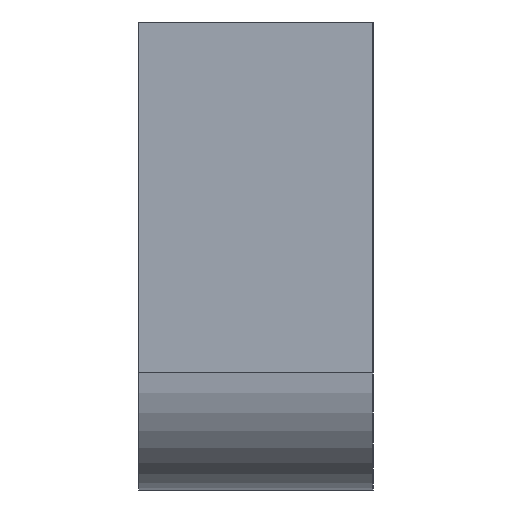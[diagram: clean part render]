
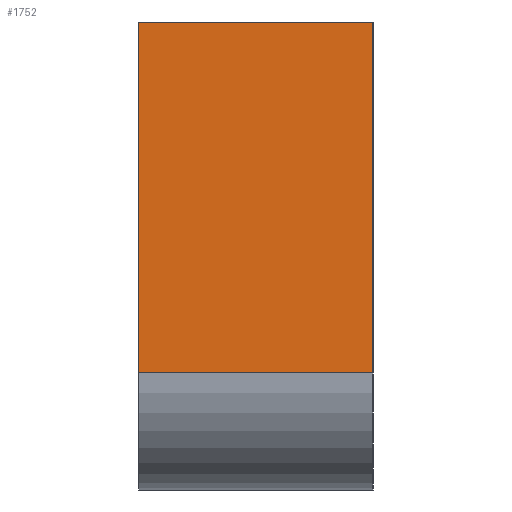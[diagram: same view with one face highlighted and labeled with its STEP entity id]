
A CAD part, left-side view. The second image highlights one B-rep face of the part: STEP entity #1752.
In plain terms, the highlighted planar face has unit normal (-1, 0, 0).
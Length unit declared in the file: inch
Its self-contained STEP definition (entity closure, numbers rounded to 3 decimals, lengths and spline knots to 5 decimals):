
#19 = DIRECTION ( 'NONE',  ( 0., 0., 1. ) ) ;
#43 = CARTESIAN_POINT ( 'NONE',  ( 0., 0.75, 0. ) ) ;
#49 = VECTOR ( 'NONE', #331, 39.37008 ) ;
#121 = FACE_OUTER_BOUND ( 'NONE', #1165, .T. ) ;
#151 = VERTEX_POINT ( 'NONE', #1608 ) ;
#155 = LINE ( 'NONE', #1144, #675 ) ;
#185 = CARTESIAN_POINT ( 'NONE',  ( 0., 0.75, 0. ) ) ;
#191 = CARTESIAN_POINT ( 'NONE',  ( 0., 0., 0. ) ) ;
#320 = EDGE_CURVE ( 'NONE', #1776, #151, #155, .T. ) ;
#331 = DIRECTION ( 'NONE',  ( 0., -1., 0. ) ) ;
#368 = CARTESIAN_POINT ( 'NONE',  ( 0., 0.75, -1.125 ) ) ;
#393 = ORIENTED_EDGE ( 'NONE', *, *, #1112, .F. ) ;
#561 = CARTESIAN_POINT ( 'NONE',  ( 0., 0.75, 0. ) ) ;
#675 = VECTOR ( 'NONE', #1416, 39.37008 ) ;
#677 = ORIENTED_EDGE ( 'NONE', *, *, #1463, .T. ) ;
#713 = PLANE ( 'NONE',  #1767 ) ;
#741 = VERTEX_POINT ( 'NONE', #1312 ) ;
#857 = DIRECTION ( 'NONE',  ( 0., 0., 1. ) ) ;
#900 = VERTEX_POINT ( 'NONE', #43 ) ;
#939 = EDGE_CURVE ( 'NONE', #1776, #900, #1677, .T. ) ;
#1112 = EDGE_CURVE ( 'NONE', #900, #741, #1689, .T. ) ;
#1119 = CARTESIAN_POINT ( 'NONE',  ( 0., 0.75, 0. ) ) ;
#1124 = DIRECTION ( 'NONE',  ( 0., 0., -1. ) ) ;
#1144 = CARTESIAN_POINT ( 'NONE',  ( 0., 0.75, -1.125 ) ) ;
#1165 = EDGE_LOOP ( 'NONE', ( #1758, #1480, #677, #393 ) ) ;
#1214 = VECTOR ( 'NONE', #19, 39.37008 ) ;
#1312 = CARTESIAN_POINT ( 'NONE',  ( 0., 0., 0. ) ) ;
#1416 = DIRECTION ( 'NONE',  ( 0., -1., 0. ) ) ;
#1463 = EDGE_CURVE ( 'NONE', #151, #741, #1807, .T. ) ;
#1480 = ORIENTED_EDGE ( 'NONE', *, *, #320, .T. ) ;
#1608 = CARTESIAN_POINT ( 'NONE',  ( 0., 0., -1.125 ) ) ;
#1677 = LINE ( 'NONE', #561, #1935 ) ;
#1689 = LINE ( 'NONE', #185, #49 ) ;
#1737 = DIRECTION ( 'NONE',  ( 1., 0., 0. ) ) ;
#1752 = ADVANCED_FACE ( 'NONE', ( #121 ), #713, .F. ) ;
#1758 = ORIENTED_EDGE ( 'NONE', *, *, #939, .F. ) ;
#1767 = AXIS2_PLACEMENT_3D ( 'NONE', #1119, #1737, #1124 ) ;
#1776 = VERTEX_POINT ( 'NONE', #368 ) ;
#1807 = LINE ( 'NONE', #191, #1214 ) ;
#1935 = VECTOR ( 'NONE', #857, 39.37008 ) ;
